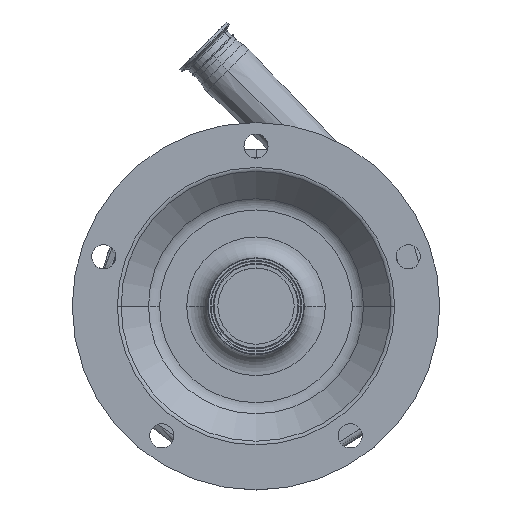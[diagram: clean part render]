
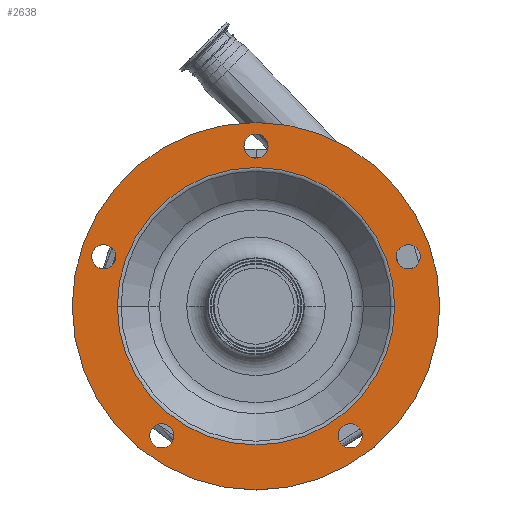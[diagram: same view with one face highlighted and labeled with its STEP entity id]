
A CAD part, top view. The second image highlights one B-rep face of the part: STEP entity #2638.
In plain terms, the highlighted planar face has unit normal (0, 0, 1).
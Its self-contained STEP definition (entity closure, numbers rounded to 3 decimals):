
#92 = DIRECTION ( 'NONE',  ( 1., 0., 0. ) ) ;
#162 = CARTESIAN_POINT ( 'NONE',  ( 0., 0., 266.5 ) ) ;
#288 = AXIS2_PLACEMENT_3D ( 'NONE', #11786, #1350, #3095 ) ;
#317 = CIRCLE ( 'NONE', #10155, 11.5 ) ;
#400 = DIRECTION ( 'NONE',  ( 0., 0., -1. ) ) ;
#461 = AXIS2_PLACEMENT_3D ( 'NONE', #162, #400, #4091 ) ;
#539 = CARTESIAN_POINT ( 'NONE',  ( -101.137, -123.375, 266.5 ) ) ;
#592 = DIRECTION ( 'NONE',  ( 0., 0., -1. ) ) ;
#652 = VERTEX_POINT ( 'NONE', #2947 ) ;
#659 = DIRECTION ( 'NONE',  ( 0., 0., 1. ) ) ;
#701 = FACE_BOUND ( 'NONE', #9386, .T. ) ;
#760 = ORIENTED_EDGE ( 'NONE', *, *, #5266, .F. ) ;
#811 = VERTEX_POINT ( 'NONE', #8179 ) ;
#942 = ORIENTED_EDGE ( 'NONE', *, *, #7255, .F. ) ;
#1157 = VERTEX_POINT ( 'NONE', #10227 ) ;
#1274 = AXIS2_PLACEMENT_3D ( 'NONE', #9104, #592, #1635 ) ;
#1350 = DIRECTION ( 'NONE',  ( 0., 0., 1. ) ) ;
#1361 = FACE_BOUND ( 'NONE', #7560, .T. ) ;
#1439 = VERTEX_POINT ( 'NONE', #8919 ) ;
#1481 = DIRECTION ( 'NONE',  ( 1., 0., 0. ) ) ;
#1493 = EDGE_CURVE ( 'NONE', #8379, #8434, #3548, .T. ) ;
#1635 = DIRECTION ( 'NONE',  ( -1., 0., 0. ) ) ;
#1721 = ORIENTED_EDGE ( 'NONE', *, *, #3867, .F. ) ;
#1821 = AXIS2_PLACEMENT_3D ( 'NONE', #3851, #659, #9970 ) ;
#2007 = CARTESIAN_POINT ( 'NONE',  ( -89.637, -123.375, 266.5 ) ) ;
#2008 = ORIENTED_EDGE ( 'NONE', *, *, #7882, .F. ) ;
#2145 = ORIENTED_EDGE ( 'NONE', *, *, #9801, .F. ) ;
#2305 = EDGE_LOOP ( 'NONE', ( #942, #9932 ) ) ;
#2340 = CARTESIAN_POINT ( 'NONE',  ( -132.071, 0., 266.5 ) ) ;
#2357 = DIRECTION ( 'NONE',  ( 0., 0., -1. ) ) ;
#2416 = CARTESIAN_POINT ( 'NONE',  ( 11.5, 152.5, 266.5 ) ) ;
#2458 = CIRCLE ( 'NONE', #1274, 175. ) ;
#2585 = EDGE_LOOP ( 'NONE', ( #760, #6622 ) ) ;
#2592 = DIRECTION ( 'NONE',  ( 0., 0., 1. ) ) ;
#2638 = ADVANCED_FACE ( 'NONE', ( #701, #7062, #1361, #4455, #8210, #11986, #5135 ), #8884, .F. ) ;
#2648 = AXIS2_PLACEMENT_3D ( 'NONE', #4438, #4494, #11971 ) ;
#2663 = DIRECTION ( 'NONE',  ( 1., 0., 0. ) ) ;
#2795 = DIRECTION ( 'NONE',  ( 0., 0., 1. ) ) ;
#2947 = CARTESIAN_POINT ( 'NONE',  ( 175., 0., 266.5 ) ) ;
#2981 = CARTESIAN_POINT ( 'NONE',  ( -133.536, 47.125, 266.5 ) ) ;
#3095 = DIRECTION ( 'NONE',  ( 1., 0., 0. ) ) ;
#3098 = DIRECTION ( 'NONE',  ( 1., 0., 0. ) ) ;
#3183 = AXIS2_PLACEMENT_3D ( 'NONE', #10818, #2357, #6132 ) ;
#3299 = DIRECTION ( 'NONE',  ( 1., 0., 0. ) ) ;
#3326 = VERTEX_POINT ( 'NONE', #539 ) ;
#3548 = CIRCLE ( 'NONE', #10854, 11.5 ) ;
#3809 = EDGE_LOOP ( 'NONE', ( #2145, #8423 ) ) ;
#3851 = CARTESIAN_POINT ( 'NONE',  ( 145.036, 47.125, 266.5 ) ) ;
#3866 = VERTEX_POINT ( 'NONE', #6759 ) ;
#3867 = EDGE_CURVE ( 'NONE', #3950, #1439, #9126, .T. ) ;
#3950 = VERTEX_POINT ( 'NONE', #2981 ) ;
#4012 = CARTESIAN_POINT ( 'NONE',  ( 78.137, -123.375, 266.5 ) ) ;
#4091 = DIRECTION ( 'NONE',  ( -1., 0., 0. ) ) ;
#4096 = EDGE_CURVE ( 'NONE', #1157, #5729, #6191, .T. ) ;
#4230 = CARTESIAN_POINT ( 'NONE',  ( -89.637, -123.375, 266.5 ) ) ;
#4422 = CIRCLE ( 'NONE', #11324, 11.5 ) ;
#4425 = CIRCLE ( 'NONE', #288, 11.5 ) ;
#4438 = CARTESIAN_POINT ( 'NONE',  ( 89.637, -123.375, 266.5 ) ) ;
#4455 = FACE_BOUND ( 'NONE', #3809, .T. ) ;
#4487 = EDGE_CURVE ( 'NONE', #5729, #1157, #11110, .T. ) ;
#4494 = DIRECTION ( 'NONE',  ( 0., 0., 1. ) ) ;
#4580 = CARTESIAN_POINT ( 'NONE',  ( 101.137, -123.375, 266.5 ) ) ;
#4828 = AXIS2_PLACEMENT_3D ( 'NONE', #6254, #2592, #1481 ) ;
#4908 = EDGE_CURVE ( 'NONE', #9517, #8374, #4425, .T. ) ;
#4946 = CARTESIAN_POINT ( 'NONE',  ( 0., 152.5, 266.5 ) ) ;
#5016 = DIRECTION ( 'NONE',  ( 0., 0., 1. ) ) ;
#5135 = FACE_BOUND ( 'NONE', #2305, .T. ) ;
#5228 = CIRCLE ( 'NONE', #4828, 11.5 ) ;
#5230 = DIRECTION ( 'NONE',  ( 0., 0., 1. ) ) ;
#5266 = EDGE_CURVE ( 'NONE', #3866, #652, #9933, .T. ) ;
#5496 = CARTESIAN_POINT ( 'NONE',  ( -78.137, -123.375, 266.5 ) ) ;
#5729 = VERTEX_POINT ( 'NONE', #2340 ) ;
#5799 = CIRCLE ( 'NONE', #2648, 11.5 ) ;
#6046 = CARTESIAN_POINT ( 'NONE',  ( 0., 152.5, 266.5 ) ) ;
#6132 = DIRECTION ( 'NONE',  ( -1., 0., 0. ) ) ;
#6183 = AXIS2_PLACEMENT_3D ( 'NONE', #6830, #2795, #92 ) ;
#6191 = CIRCLE ( 'NONE', #10124, 132.071 ) ;
#6201 = EDGE_CURVE ( 'NONE', #8374, #9517, #5799, .T. ) ;
#6254 = CARTESIAN_POINT ( 'NONE',  ( -145.036, 47.125, 266.5 ) ) ;
#6427 = EDGE_CURVE ( 'NONE', #7478, #3326, #4422, .T. ) ;
#6548 = EDGE_CURVE ( 'NONE', #652, #3866, #2458, .T. ) ;
#6549 = DIRECTION ( 'NONE',  ( 0., 0., 1. ) ) ;
#6573 = CIRCLE ( 'NONE', #1821, 11.5 ) ;
#6622 = ORIENTED_EDGE ( 'NONE', *, *, #6548, .F. ) ;
#6665 = DIRECTION ( 'NONE',  ( 0., 0., 1. ) ) ;
#6759 = CARTESIAN_POINT ( 'NONE',  ( -175., 0., 266.5 ) ) ;
#6830 = CARTESIAN_POINT ( 'NONE',  ( -145.036, 47.125, 266.5 ) ) ;
#6977 = DIRECTION ( 'NONE',  ( 1., 0., 0. ) ) ;
#7037 = CARTESIAN_POINT ( 'NONE',  ( 156.536, 47.125, 266.5 ) ) ;
#7062 = FACE_BOUND ( 'NONE', #9549, .T. ) ;
#7255 = EDGE_CURVE ( 'NONE', #8434, #8379, #11147, .T. ) ;
#7316 = EDGE_LOOP ( 'NONE', ( #11323, #10273 ) ) ;
#7323 = EDGE_CURVE ( 'NONE', #1439, #3950, #5228, .T. ) ;
#7478 = VERTEX_POINT ( 'NONE', #5496 ) ;
#7560 = EDGE_LOOP ( 'NONE', ( #10420, #9466 ) ) ;
#7782 = AXIS2_PLACEMENT_3D ( 'NONE', #7887, #11649, #9605 ) ;
#7882 = EDGE_CURVE ( 'NONE', #3326, #7478, #317, .T. ) ;
#7887 = CARTESIAN_POINT ( 'NONE',  ( 0., 0., 266.5 ) ) ;
#7941 = AXIS2_PLACEMENT_3D ( 'NONE', #8446, #6549, #2663 ) ;
#8179 = CARTESIAN_POINT ( 'NONE',  ( 133.536, 47.125, 266.5 ) ) ;
#8210 = FACE_BOUND ( 'NONE', #7316, .T. ) ;
#8374 = VERTEX_POINT ( 'NONE', #4012 ) ;
#8379 = VERTEX_POINT ( 'NONE', #9621 ) ;
#8423 = ORIENTED_EDGE ( 'NONE', *, *, #11365, .F. ) ;
#8434 = VERTEX_POINT ( 'NONE', #2416 ) ;
#8446 = CARTESIAN_POINT ( 'NONE',  ( 145.036, 47.125, 266.5 ) ) ;
#8553 = VERTEX_POINT ( 'NONE', #7037 ) ;
#8620 = DIRECTION ( 'NONE',  ( 0., 0., -1. ) ) ;
#8732 = DIRECTION ( 'NONE',  ( 1., 0., 0. ) ) ;
#8884 = PLANE ( 'NONE',  #3183 ) ;
#8919 = CARTESIAN_POINT ( 'NONE',  ( -156.536, 47.125, 266.5 ) ) ;
#9104 = CARTESIAN_POINT ( 'NONE',  ( 0., 0., 266.5 ) ) ;
#9126 = CIRCLE ( 'NONE', #6183, 11.5 ) ;
#9264 = ORIENTED_EDGE ( 'NONE', *, *, #7323, .F. ) ;
#9386 = EDGE_LOOP ( 'NONE', ( #1721, #9264 ) ) ;
#9466 = ORIENTED_EDGE ( 'NONE', *, *, #6201, .F. ) ;
#9517 = VERTEX_POINT ( 'NONE', #4580 ) ;
#9548 = CARTESIAN_POINT ( 'NONE',  ( 0., 0., 266.5 ) ) ;
#9549 = EDGE_LOOP ( 'NONE', ( #12177, #2008 ) ) ;
#9605 = DIRECTION ( 'NONE',  ( -1., 0., 0. ) ) ;
#9621 = CARTESIAN_POINT ( 'NONE',  ( -11.5, 152.5, 266.5 ) ) ;
#9801 = EDGE_CURVE ( 'NONE', #8553, #811, #11300, .T. ) ;
#9932 = ORIENTED_EDGE ( 'NONE', *, *, #1493, .F. ) ;
#9933 = CIRCLE ( 'NONE', #7782, 175. ) ;
#9970 = DIRECTION ( 'NONE',  ( 1., 0., 0. ) ) ;
#10124 = AXIS2_PLACEMENT_3D ( 'NONE', #9548, #8620, #10787 ) ;
#10155 = AXIS2_PLACEMENT_3D ( 'NONE', #2007, #6665, #8732 ) ;
#10227 = CARTESIAN_POINT ( 'NONE',  ( 132.071, 0., 266.5 ) ) ;
#10273 = ORIENTED_EDGE ( 'NONE', *, *, #4096, .T. ) ;
#10420 = ORIENTED_EDGE ( 'NONE', *, *, #4908, .F. ) ;
#10787 = DIRECTION ( 'NONE',  ( -1., 0., 0. ) ) ;
#10818 = CARTESIAN_POINT ( 'NONE',  ( 0., 175., 266.5 ) ) ;
#10854 = AXIS2_PLACEMENT_3D ( 'NONE', #6046, #11712, #6977 ) ;
#11110 = CIRCLE ( 'NONE', #461, 132.071 ) ;
#11147 = CIRCLE ( 'NONE', #12122, 11.5 ) ;
#11300 = CIRCLE ( 'NONE', #7941, 11.5 ) ;
#11323 = ORIENTED_EDGE ( 'NONE', *, *, #4487, .T. ) ;
#11324 = AXIS2_PLACEMENT_3D ( 'NONE', #4230, #5230, #3299 ) ;
#11365 = EDGE_CURVE ( 'NONE', #811, #8553, #6573, .T. ) ;
#11649 = DIRECTION ( 'NONE',  ( 0., 0., -1. ) ) ;
#11712 = DIRECTION ( 'NONE',  ( 0., 0., 1. ) ) ;
#11786 = CARTESIAN_POINT ( 'NONE',  ( 89.637, -123.375, 266.5 ) ) ;
#11971 = DIRECTION ( 'NONE',  ( 1., 0., 0. ) ) ;
#11986 = FACE_OUTER_BOUND ( 'NONE', #2585, .T. ) ;
#12122 = AXIS2_PLACEMENT_3D ( 'NONE', #4946, #5016, #3098 ) ;
#12177 = ORIENTED_EDGE ( 'NONE', *, *, #6427, .F. ) ;
